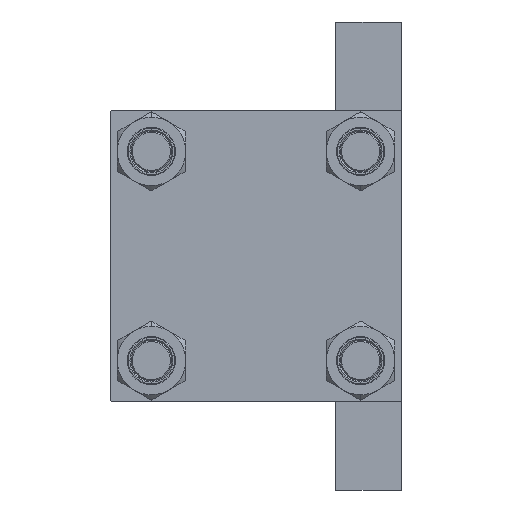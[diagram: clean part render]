
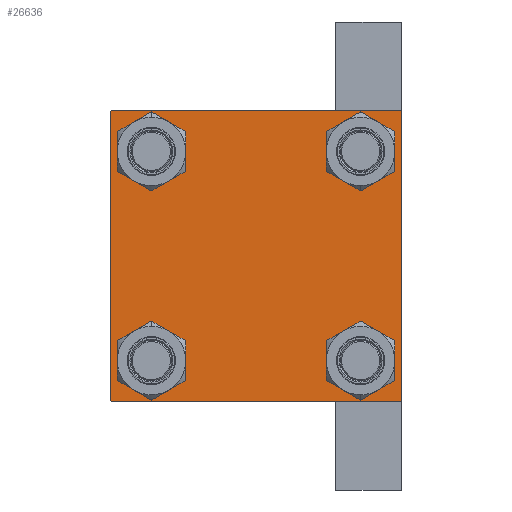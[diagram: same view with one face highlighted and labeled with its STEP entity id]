
A CAD part, left-side view. The second image highlights one B-rep face of the part: STEP entity #26636.
In plain terms, the highlighted planar face has unit normal (-1, 0, 0).
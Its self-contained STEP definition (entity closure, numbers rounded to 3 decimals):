
#69 = FACE_BOUND ( 'NONE', #11597, .T. ) ;
#842 = DIRECTION ( 'NONE',  ( 1., 0., 0. ) ) ;
#1611 = LINE ( 'NONE', #24497, #47286 ) ;
#1649 = VERTEX_POINT ( 'NONE', #34545 ) ;
#2526 = CARTESIAN_POINT ( 'NONE',  ( 0., 57.5, 57. ) ) ;
#3017 = EDGE_CURVE ( 'NONE', #24519, #43136, #36593, .T. ) ;
#3276 = CARTESIAN_POINT ( 'NONE',  ( 0., 57.5, -57. ) ) ;
#3319 = CARTESIAN_POINT ( 'NONE',  ( 0., 57., 57.5 ) ) ;
#3468 = PLANE ( 'NONE',  #44814 ) ;
#3701 = EDGE_CURVE ( 'NONE', #21237, #48084, #41070, .T. ) ;
#3815 = CARTESIAN_POINT ( 'NONE',  ( 0., -41.35, -41.35 ) ) ;
#3957 = CARTESIAN_POINT ( 'NONE',  ( 0., -41.35, -32.85 ) ) ;
#4415 = FACE_OUTER_BOUND ( 'NONE', #39080, .T. ) ;
#4761 = VERTEX_POINT ( 'NONE', #3319 ) ;
#5089 = EDGE_LOOP ( 'NONE', ( #9614, #36555 ) ) ;
#5370 = DIRECTION ( 'NONE',  ( 1., 0., 0. ) ) ;
#5373 = EDGE_CURVE ( 'NONE', #21048, #44919, #19845, .T. ) ;
#6270 = DIRECTION ( 'NONE',  ( 0., 0., 1. ) ) ;
#7701 = EDGE_CURVE ( 'NONE', #40980, #21237, #29496, .T. ) ;
#7729 = CIRCLE ( 'NONE', #34954, 8.5 ) ;
#7937 = CARTESIAN_POINT ( 'NONE',  ( 0., -41.35, -49.85 ) ) ;
#8522 = CIRCLE ( 'NONE', #31075, 8.5 ) ;
#8691 = DIRECTION ( 'NONE',  ( 0., 0., 1. ) ) ;
#8901 = DIRECTION ( 'NONE',  ( 0., 0., 1. ) ) ;
#9134 = ORIENTED_EDGE ( 'NONE', *, *, #14708, .T. ) ;
#9614 = ORIENTED_EDGE ( 'NONE', *, *, #39519, .T. ) ;
#9917 = VERTEX_POINT ( 'NONE', #41135 ) ;
#10093 = AXIS2_PLACEMENT_3D ( 'NONE', #35275, #12879, #46684 ) ;
#10144 = CARTESIAN_POINT ( 'NONE',  ( 0., -57.5, 57. ) ) ;
#10534 = FACE_BOUND ( 'NONE', #42044, .T. ) ;
#10985 = ORIENTED_EDGE ( 'NONE', *, *, #7701, .T. ) ;
#11006 = CARTESIAN_POINT ( 'NONE',  ( 0., 0., 0. ) ) ;
#11597 = EDGE_LOOP ( 'NONE', ( #19405, #27693 ) ) ;
#11832 = DIRECTION ( 'NONE',  ( 0., -1., 0. ) ) ;
#12092 = AXIS2_PLACEMENT_3D ( 'NONE', #38719, #5370, #31419 ) ;
#12432 = CIRCLE ( 'NONE', #10093, 8.5 ) ;
#12630 = DIRECTION ( 'NONE',  ( 0., 0.707, 0.707 ) ) ;
#12726 = ORIENTED_EDGE ( 'NONE', *, *, #16812, .F. ) ;
#12879 = DIRECTION ( 'NONE',  ( 1., 0., 0. ) ) ;
#13519 = EDGE_CURVE ( 'NONE', #48084, #1649, #31327, .T. ) ;
#13696 = ORIENTED_EDGE ( 'NONE', *, *, #13519, .T. ) ;
#13911 = EDGE_CURVE ( 'NONE', #9917, #38722, #44869, .T. ) ;
#14363 = VECTOR ( 'NONE', #47766, 1000. ) ;
#14708 = EDGE_CURVE ( 'NONE', #38722, #9917, #7729, .T. ) ;
#15257 = DIRECTION ( 'NONE',  ( 0., 0., 1. ) ) ;
#15508 = DIRECTION ( 'NONE',  ( 0., -1., 0. ) ) ;
#15538 = CIRCLE ( 'NONE', #18683, 8.5 ) ;
#16144 = VERTEX_POINT ( 'NONE', #28366 ) ;
#16693 = CARTESIAN_POINT ( 'NONE',  ( 0., -57., 57.5 ) ) ;
#16812 = EDGE_CURVE ( 'NONE', #4761, #21875, #22548, .T. ) ;
#16940 = VECTOR ( 'NONE', #15508, 1000. ) ;
#17098 = VECTOR ( 'NONE', #33530, 1000. ) ;
#17817 = CARTESIAN_POINT ( 'NONE',  ( 0., 57.5, 57.5 ) ) ;
#18065 = DIRECTION ( 'NONE',  ( 0., 0., -1. ) ) ;
#18329 = DIRECTION ( 'NONE',  ( 0., 0., 1. ) ) ;
#18683 = AXIS2_PLACEMENT_3D ( 'NONE', #46891, #27709, #6270 ) ;
#19139 = CARTESIAN_POINT ( 'NONE',  ( 0., 57.5, 57.5 ) ) ;
#19404 = CARTESIAN_POINT ( 'NONE',  ( 0., 57.5, -57.5 ) ) ;
#19405 = ORIENTED_EDGE ( 'NONE', *, *, #46415, .T. ) ;
#19845 = CIRCLE ( 'NONE', #12092, 8.5 ) ;
#20740 = CARTESIAN_POINT ( 'NONE',  ( 0., 57., -57.5 ) ) ;
#21040 = CARTESIAN_POINT ( 'NONE',  ( 0., -41.35, 41.35 ) ) ;
#21048 = VERTEX_POINT ( 'NONE', #7937 ) ;
#21237 = VERTEX_POINT ( 'NONE', #3276 ) ;
#21655 = VERTEX_POINT ( 'NONE', #22080 ) ;
#21875 = VERTEX_POINT ( 'NONE', #16693 ) ;
#22080 = CARTESIAN_POINT ( 'NONE',  ( 0., 41.35, 32.85 ) ) ;
#22548 = LINE ( 'NONE', #19139, #38428 ) ;
#22597 = AXIS2_PLACEMENT_3D ( 'NONE', #3815, #40586, #15257 ) ;
#22679 = FACE_BOUND ( 'NONE', #5089, .T. ) ;
#24497 = CARTESIAN_POINT ( 'NONE',  ( 0., 57.25, 57.25 ) ) ;
#24519 = VERTEX_POINT ( 'NONE', #10144 ) ;
#25229 = EDGE_LOOP ( 'NONE', ( #39076, #28292 ) ) ;
#26636 = ADVANCED_FACE ( 'NONE', ( #10534, #22679, #69, #44102, #4415 ), #3468, .T. ) ;
#26861 = ORIENTED_EDGE ( 'NONE', *, *, #38019, .T. ) ;
#27244 = LINE ( 'NONE', #46190, #43542 ) ;
#27425 = DIRECTION ( 'NONE',  ( 1., 0., 0. ) ) ;
#27693 = ORIENTED_EDGE ( 'NONE', *, *, #34772, .T. ) ;
#27709 = DIRECTION ( 'NONE',  ( 1., 0., 0. ) ) ;
#28292 = ORIENTED_EDGE ( 'NONE', *, *, #38201, .T. ) ;
#28366 = CARTESIAN_POINT ( 'NONE',  ( 0., 41.35, -32.85 ) ) ;
#28597 = DIRECTION ( 'NONE',  ( 0., 0., 1. ) ) ;
#29496 = LINE ( 'NONE', #17817, #33921 ) ;
#30390 = CIRCLE ( 'NONE', #22597, 8.5 ) ;
#31075 = AXIS2_PLACEMENT_3D ( 'NONE', #45892, #27425, #8901 ) ;
#31327 = LINE ( 'NONE', #19404, #16940 ) ;
#31363 = ORIENTED_EDGE ( 'NONE', *, *, #3017, .F. ) ;
#31419 = DIRECTION ( 'NONE',  ( 0., 0., 1. ) ) ;
#32230 = DIRECTION ( 'NONE',  ( 1., 0., 0. ) ) ;
#32463 = CARTESIAN_POINT ( 'NONE',  ( 0., -57.5, -57. ) ) ;
#32939 = CARTESIAN_POINT ( 'NONE',  ( 0., -57.5, 57.5 ) ) ;
#33022 = VERTEX_POINT ( 'NONE', #34829 ) ;
#33161 = ORIENTED_EDGE ( 'NONE', *, *, #3701, .T. ) ;
#33314 = CARTESIAN_POINT ( 'NONE',  ( 0., 57.25, -57.25 ) ) ;
#33530 = DIRECTION ( 'NONE',  ( 0., -0.707, 0.707 ) ) ;
#33759 = CARTESIAN_POINT ( 'NONE',  ( 0., -57.25, -57.25 ) ) ;
#33921 = VECTOR ( 'NONE', #18065, 1000. ) ;
#34541 = VECTOR ( 'NONE', #44952, 1000. ) ;
#34545 = CARTESIAN_POINT ( 'NONE',  ( 0., -57., -57.5 ) ) ;
#34772 = EDGE_CURVE ( 'NONE', #47227, #16144, #12432, .T. ) ;
#34829 = CARTESIAN_POINT ( 'NONE',  ( 0., 41.35, 49.85 ) ) ;
#34954 = AXIS2_PLACEMENT_3D ( 'NONE', #21040, #32230, #28597 ) ;
#34995 = DIRECTION ( 'NONE',  ( 1., 0., 0. ) ) ;
#35127 = EDGE_CURVE ( 'NONE', #4761, #40980, #1611, .T. ) ;
#35177 = ORIENTED_EDGE ( 'NONE', *, *, #35127, .T. ) ;
#35275 = CARTESIAN_POINT ( 'NONE',  ( 0., 41.35, -41.35 ) ) ;
#35338 = CARTESIAN_POINT ( 'NONE',  ( 0., -41.35, 32.85 ) ) ;
#36363 = ORIENTED_EDGE ( 'NONE', *, *, #13911, .T. ) ;
#36555 = ORIENTED_EDGE ( 'NONE', *, *, #5373, .T. ) ;
#36593 = LINE ( 'NONE', #32939, #14363 ) ;
#37900 = LINE ( 'NONE', #33759, #17098 ) ;
#38019 = EDGE_CURVE ( 'NONE', #1649, #43136, #37900, .T. ) ;
#38201 = EDGE_CURVE ( 'NONE', #21655, #33022, #8522, .T. ) ;
#38428 = VECTOR ( 'NONE', #11832, 1000. ) ;
#38637 = CARTESIAN_POINT ( 'NONE',  ( 0., 41.35, 41.35 ) ) ;
#38719 = CARTESIAN_POINT ( 'NONE',  ( 0., -41.35, -41.35 ) ) ;
#38722 = VERTEX_POINT ( 'NONE', #35338 ) ;
#39076 = ORIENTED_EDGE ( 'NONE', *, *, #43619, .T. ) ;
#39080 = EDGE_LOOP ( 'NONE', ( #10985, #33161, #13696, #26861, #31363, #44185, #12726, #35177 ) ) ;
#39131 = AXIS2_PLACEMENT_3D ( 'NONE', #38637, #34995, #8691 ) ;
#39249 = EDGE_CURVE ( 'NONE', #24519, #21875, #27244, .T. ) ;
#39519 = EDGE_CURVE ( 'NONE', #44919, #21048, #30390, .T. ) ;
#40467 = DIRECTION ( 'NONE',  ( -1., 0., 0. ) ) ;
#40586 = DIRECTION ( 'NONE',  ( 1., 0., 0. ) ) ;
#40980 = VERTEX_POINT ( 'NONE', #2526 ) ;
#41070 = LINE ( 'NONE', #33314, #34541 ) ;
#41135 = CARTESIAN_POINT ( 'NONE',  ( 0., -41.35, 49.85 ) ) ;
#41964 = CARTESIAN_POINT ( 'NONE',  ( 0., -41.35, 41.35 ) ) ;
#42044 = EDGE_LOOP ( 'NONE', ( #36363, #9134 ) ) ;
#42196 = DIRECTION ( 'NONE',  ( 0., 0., 1. ) ) ;
#42665 = AXIS2_PLACEMENT_3D ( 'NONE', #41964, #842, #42196 ) ;
#43136 = VERTEX_POINT ( 'NONE', #32463 ) ;
#43542 = VECTOR ( 'NONE', #12630, 1000. ) ;
#43619 = EDGE_CURVE ( 'NONE', #33022, #21655, #44562, .T. ) ;
#44102 = FACE_BOUND ( 'NONE', #25229, .T. ) ;
#44185 = ORIENTED_EDGE ( 'NONE', *, *, #39249, .T. ) ;
#44562 = CIRCLE ( 'NONE', #39131, 8.5 ) ;
#44814 = AXIS2_PLACEMENT_3D ( 'NONE', #11006, #40467, #18329 ) ;
#44869 = CIRCLE ( 'NONE', #42665, 8.5 ) ;
#44919 = VERTEX_POINT ( 'NONE', #3957 ) ;
#44952 = DIRECTION ( 'NONE',  ( 0., -0.707, -0.707 ) ) ;
#45657 = DIRECTION ( 'NONE',  ( 0., 0.707, -0.707 ) ) ;
#45778 = CARTESIAN_POINT ( 'NONE',  ( 0., 41.35, -49.85 ) ) ;
#45892 = CARTESIAN_POINT ( 'NONE',  ( 0., 41.35, 41.35 ) ) ;
#46190 = CARTESIAN_POINT ( 'NONE',  ( 0., -57.25, 57.25 ) ) ;
#46415 = EDGE_CURVE ( 'NONE', #16144, #47227, #15538, .T. ) ;
#46684 = DIRECTION ( 'NONE',  ( 0., 0., 1. ) ) ;
#46891 = CARTESIAN_POINT ( 'NONE',  ( 0., 41.35, -41.35 ) ) ;
#47227 = VERTEX_POINT ( 'NONE', #45778 ) ;
#47286 = VECTOR ( 'NONE', #45657, 1000. ) ;
#47766 = DIRECTION ( 'NONE',  ( 0., 0., -1. ) ) ;
#48084 = VERTEX_POINT ( 'NONE', #20740 ) ;
